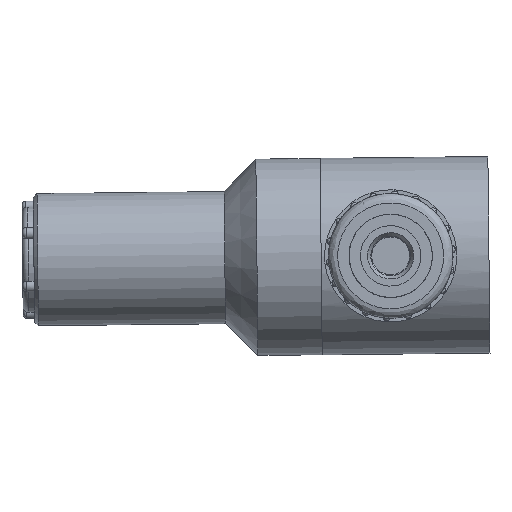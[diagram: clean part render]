
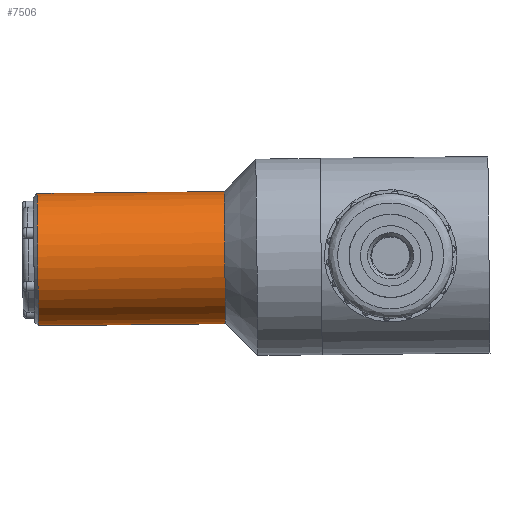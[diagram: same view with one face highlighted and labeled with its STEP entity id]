
A CAD part, left-side view. The second image highlights one B-rep face of the part: STEP entity #7506.
In plain terms, the highlighted cylindrical face has radius 17.5 mm (diameter 35 mm), a full revolution.
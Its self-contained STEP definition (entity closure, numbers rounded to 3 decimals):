
#737 = FACE_OUTER_BOUND ( 'NONE', #10130, .T. ) ;
#1268 = CARTESIAN_POINT ( 'NONE',  ( -22.915, -31.163, 0. ) ) ;
#1868 = CYLINDRICAL_SURFACE ( 'NONE', #8556, 17.5 ) ;
#2266 = DIRECTION ( 'NONE',  ( -1., 0., 0. ) ) ;
#2428 = ORIENTED_EDGE ( 'NONE', *, *, #4742, .T. ) ;
#2831 = CIRCLE ( 'NONE', #8230, 17.5 ) ;
#2843 = DIRECTION ( 'NONE',  ( 0., -1., 0. ) ) ;
#2949 = DIRECTION ( 'NONE',  ( -1., 0., 0. ) ) ;
#3533 = EDGE_CURVE ( 'NONE', #5823, #5823, #13260, .T. ) ;
#3995 = CARTESIAN_POINT ( 'NONE',  ( -22.915, 19.337, 0. ) ) ;
#4742 = EDGE_CURVE ( 'NONE', #8736, #8736, #2831, .T. ) ;
#5823 = VERTEX_POINT ( 'NONE', #9029 ) ;
#7145 = DIRECTION ( 'NONE',  ( 0., 0., 1. ) ) ;
#7506 = ADVANCED_FACE ( 'NONE', ( #737, #13737 ), #1868, .T. ) ;
#7631 = DIRECTION ( 'NONE',  ( 0., 1., 0. ) ) ;
#8230 = AXIS2_PLACEMENT_3D ( 'NONE', #12546, #2843, #7145 ) ;
#8556 = AXIS2_PLACEMENT_3D ( 'NONE', #3995, #12655, #2949 ) ;
#8736 = VERTEX_POINT ( 'NONE', #11023 ) ;
#8933 = AXIS2_PLACEMENT_3D ( 'NONE', #1268, #7631, #2266 ) ;
#9029 = CARTESIAN_POINT ( 'NONE',  ( -40.415, -31.163, 0. ) ) ;
#9624 = ORIENTED_EDGE ( 'NONE', *, *, #3533, .T. ) ;
#10130 = EDGE_LOOP ( 'NONE', ( #2428 ) ) ;
#11023 = CARTESIAN_POINT ( 'NONE',  ( -22.915, 18.337, 17.5 ) ) ;
#12546 = CARTESIAN_POINT ( 'NONE',  ( -22.915, 18.337, 0. ) ) ;
#12655 = DIRECTION ( 'NONE',  ( 0., 1., 0. ) ) ;
#12990 = EDGE_LOOP ( 'NONE', ( #9624 ) ) ;
#13260 = CIRCLE ( 'NONE', #8933, 17.5 ) ;
#13737 = FACE_OUTER_BOUND ( 'NONE', #12990, .T. ) ;
